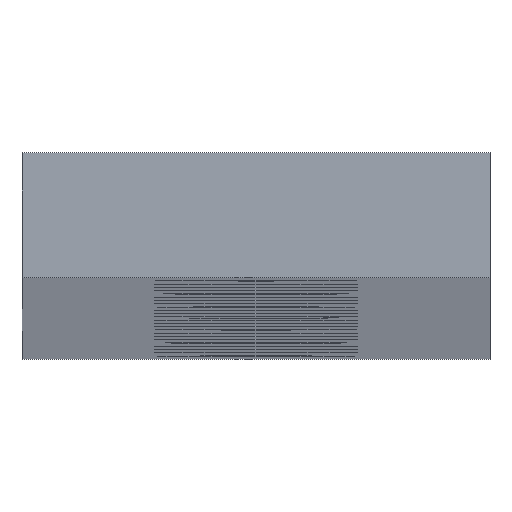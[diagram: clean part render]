
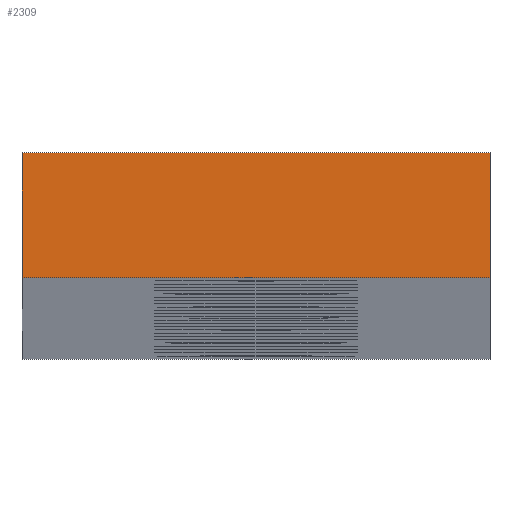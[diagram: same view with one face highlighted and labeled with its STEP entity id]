
A CAD part, top view. The second image highlights one B-rep face of the part: STEP entity #2309.
In plain terms, the highlighted planar face has unit normal (0, 0, 1).
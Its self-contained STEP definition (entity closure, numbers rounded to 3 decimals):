
#319 = CARTESIAN_POINT ( 'NONE',  ( -15., -4., 1500. ) ) ;
#1176 = AXIS2_PLACEMENT_3D ( 'NONE', #1395, #1348, #3705 ) ;
#1348 = DIRECTION ( 'NONE',  ( 0., 0., -1. ) ) ;
#1395 = CARTESIAN_POINT ( 'NONE',  ( -15., 4., 1500. ) ) ;
#1514 = CARTESIAN_POINT ( 'NONE',  ( -15., -4., 1500. ) ) ;
#2309 = ADVANCED_FACE ( 'NONE', ( #11292 ), #13723, .F. ) ;
#2491 = VECTOR ( 'NONE', #9167, 1000. ) ;
#3341 = EDGE_CURVE ( 'NONE', #7641, #13403, #3590, .T. ) ;
#3590 = LINE ( 'NONE', #13274, #10738 ) ;
#3705 = DIRECTION ( 'NONE',  ( -1., 0., 0. ) ) ;
#3893 = CARTESIAN_POINT ( 'NONE',  ( 15., 4., 1500. ) ) ;
#4437 = CARTESIAN_POINT ( 'NONE',  ( -15., 4., 1500. ) ) ;
#4688 = CARTESIAN_POINT ( 'NONE',  ( 15., 4., 1500. ) ) ;
#4885 = ORIENTED_EDGE ( 'NONE', *, *, #8825, .F. ) ;
#5203 = ORIENTED_EDGE ( 'NONE', *, *, #3341, .T. ) ;
#5283 = LINE ( 'NONE', #3893, #14203 ) ;
#5305 = CARTESIAN_POINT ( 'NONE',  ( -15., 4., 1500. ) ) ;
#5324 = VERTEX_POINT ( 'NONE', #14490 ) ;
#5454 = LINE ( 'NONE', #1514, #11551 ) ;
#5970 = LINE ( 'NONE', #4437, #2491 ) ;
#6442 = EDGE_CURVE ( 'NONE', #7641, #7438, #5970, .T. ) ;
#7438 = VERTEX_POINT ( 'NONE', #4688 ) ;
#7641 = VERTEX_POINT ( 'NONE', #5305 ) ;
#8825 = EDGE_CURVE ( 'NONE', #7438, #5324, #5283, .T. ) ;
#9167 = DIRECTION ( 'NONE',  ( 1., 0., 0. ) ) ;
#9370 = EDGE_CURVE ( 'NONE', #13403, #5324, #5454, .T. ) ;
#10396 = DIRECTION ( 'NONE',  ( 1., 0., 0. ) ) ;
#10738 = VECTOR ( 'NONE', #11167, 1000. ) ;
#11167 = DIRECTION ( 'NONE',  ( 0., -1., 0. ) ) ;
#11286 = EDGE_LOOP ( 'NONE', ( #12097, #4885, #11441, #5203 ) ) ;
#11292 = FACE_OUTER_BOUND ( 'NONE', #11286, .T. ) ;
#11441 = ORIENTED_EDGE ( 'NONE', *, *, #6442, .F. ) ;
#11551 = VECTOR ( 'NONE', #10396, 1000. ) ;
#12097 = ORIENTED_EDGE ( 'NONE', *, *, #9370, .T. ) ;
#12974 = DIRECTION ( 'NONE',  ( 0., -1., 0. ) ) ;
#13274 = CARTESIAN_POINT ( 'NONE',  ( -15., 4., 1500. ) ) ;
#13403 = VERTEX_POINT ( 'NONE', #319 ) ;
#13723 = PLANE ( 'NONE',  #1176 ) ;
#14203 = VECTOR ( 'NONE', #12974, 1000. ) ;
#14490 = CARTESIAN_POINT ( 'NONE',  ( 15., -4., 1500. ) ) ;
